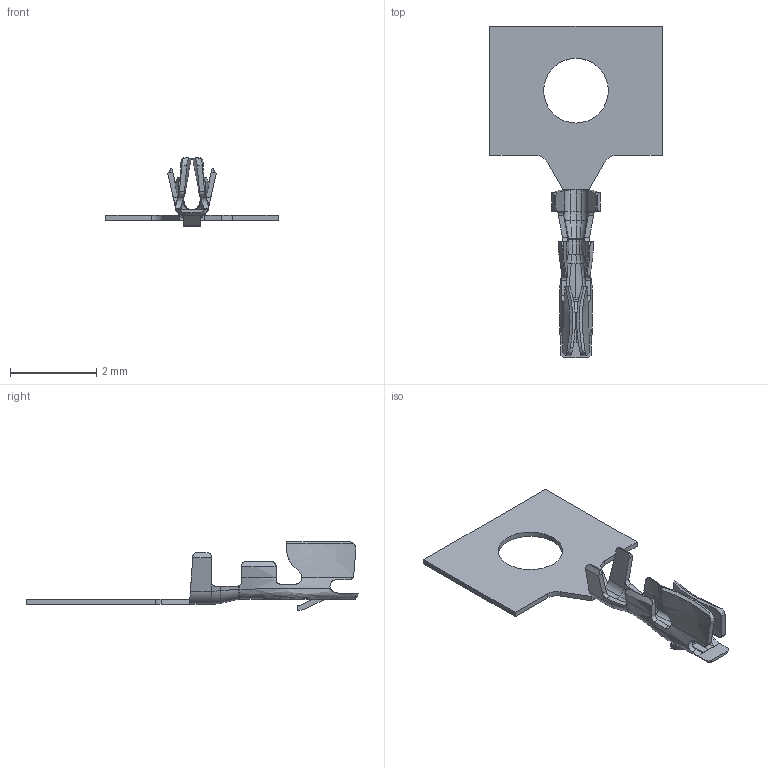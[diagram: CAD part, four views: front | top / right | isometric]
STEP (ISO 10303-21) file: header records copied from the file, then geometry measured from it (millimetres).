
FILE_DESCRIPTION((''),'2;1');
FILE_NAME('50211-TXXX-XXX-REV-O','2009-09-02T',('ouchwu'),(''),'PRO/ENGINEER BY PARAMETRIC TECHNOLOGY CORPORATION, 2007450','PRO/ENGINEER BY PARAMETRIC TECHNOLOGY CORPORATION, 2007450','');
FILE_SCHEMA(('CONFIG_CONTROL_DESIGN'));
Length unit declared in the file: millimetre
Products named in the file (1): 50211-TXXX-XXX-REV-O
Bounding box: 4 x 7.7 x 1.59 mm (x, y, z)
Volume: 2.3 mm3; surface area: 43.3 mm2
Topology: 1 solids, 1 shells, 200 faces, 535 edges, 335 vertices
Faces by surface type: bspline 94, plane 73, cylinder 31, cone 2
Entity records: 14574 total; most frequent: CARTESIAN_POINT 10500, ORIENTED_EDGE 1070, EDGE_CURVE 535, DIRECTION 440, VERTEX_POINT 335, B_SPLINE_CURVE_WITH_KNOTS 330, EDGE_LOOP 202, FACE_OUTER_BOUND 200
